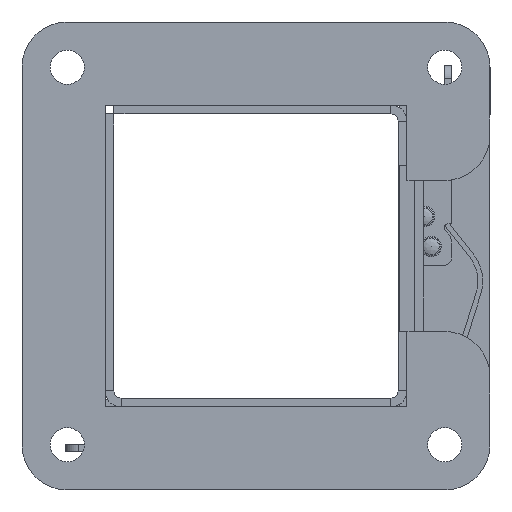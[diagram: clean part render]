
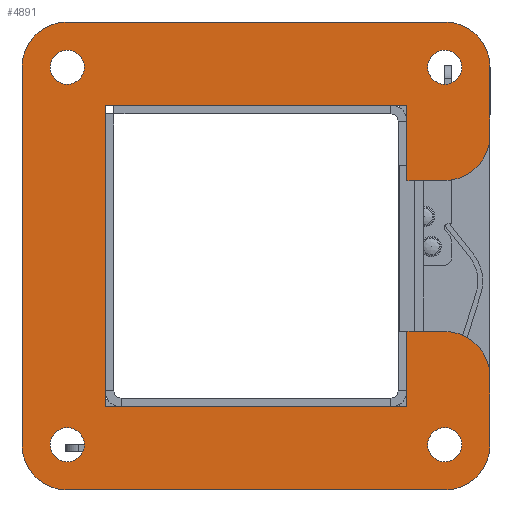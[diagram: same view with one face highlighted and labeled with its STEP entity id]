
A CAD part, front view. The second image highlights one B-rep face of the part: STEP entity #4891.
In plain terms, the highlighted face is planar.
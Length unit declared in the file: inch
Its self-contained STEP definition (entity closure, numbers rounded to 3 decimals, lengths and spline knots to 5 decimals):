
#150=LINE('',#7140,#634);
#154=LINE('',#7148,#638);
#157=LINE('',#7154,#641);
#161=LINE('',#7166,#645);
#165=LINE('',#7178,#649);
#169=LINE('',#7190,#653);
#173=LINE('',#7202,#657);
#177=LINE('',#7214,#661);
#181=LINE('',#7226,#665);
#184=LINE('',#7232,#668);
#187=LINE('',#7238,#671);
#190=LINE('',#7243,#674);
#634=VECTOR('',#5678,2.5);
#638=VECTOR('',#5684,0.625);
#641=VECTOR('',#5689,0.3125);
#645=VECTOR('',#5701,0.5625);
#649=VECTOR('',#5713,3.125);
#653=VECTOR('',#5725,3.125);
#657=VECTOR('',#5737,3.125);
#661=VECTOR('',#5749,0.5625);
#665=VECTOR('',#5761,0.3125);
#668=VECTOR('',#5766,0.625);
#671=VECTOR('',#5771,2.5);
#674=VECTOR('',#5776,2.5);
#1130=PLANE('',#5202);
#1307=FACE_BOUND('',#1680,.T.);
#1308=FACE_BOUND('',#1681,.T.);
#1309=FACE_BOUND('',#1682,.T.);
#1310=FACE_BOUND('',#1683,.T.);
#1398=FACE_OUTER_BOUND('',#1679,.T.);
#1679=EDGE_LOOP('',(#3373,#3374,#3375,#3376,#3377,#3378,#3379,#3380,#3381,
#3382,#3383,#3384,#3385,#3386,#3387,#3388,#3389,#3390));
#1680=EDGE_LOOP('',(#3391));
#1681=EDGE_LOOP('',(#3392));
#1682=EDGE_LOOP('',(#3393));
#1683=EDGE_LOOP('',(#3394));
#2003=CIRCLE('',#5161,0.14063);
#2005=CIRCLE('',#5164,0.14063);
#2007=CIRCLE('',#5167,0.14063);
#2009=CIRCLE('',#5170,0.14063);
#2011=CIRCLE('',#5176,0.375);
#2013=CIRCLE('',#5180,0.375);
#2015=CIRCLE('',#5184,0.375);
#2017=CIRCLE('',#5188,0.375);
#2019=CIRCLE('',#5192,0.375);
#2021=CIRCLE('',#5196,0.375);
#2181=VERTEX_POINT('',#7118);
#2183=VERTEX_POINT('',#7123);
#2185=VERTEX_POINT('',#7128);
#2187=VERTEX_POINT('',#7133);
#2189=VERTEX_POINT('',#7138);
#2190=VERTEX_POINT('',#7139);
#2193=VERTEX_POINT('',#7147);
#2195=VERTEX_POINT('',#7153);
#2197=VERTEX_POINT('',#7159);
#2199=VERTEX_POINT('',#7165);
#2201=VERTEX_POINT('',#7171);
#2203=VERTEX_POINT('',#7177);
#2205=VERTEX_POINT('',#7183);
#2207=VERTEX_POINT('',#7189);
#2209=VERTEX_POINT('',#7195);
#2211=VERTEX_POINT('',#7201);
#2213=VERTEX_POINT('',#7207);
#2215=VERTEX_POINT('',#7213);
#2217=VERTEX_POINT('',#7219);
#2219=VERTEX_POINT('',#7225);
#2221=VERTEX_POINT('',#7231);
#2223=VERTEX_POINT('',#7237);
#2627=EDGE_CURVE('',#2181,#2181,#2003,.T.);
#2629=EDGE_CURVE('',#2183,#2183,#2005,.T.);
#2631=EDGE_CURVE('',#2185,#2185,#2007,.T.);
#2633=EDGE_CURVE('',#2187,#2187,#2009,.T.);
#2635=EDGE_CURVE('',#2189,#2190,#150,.T.);
#2639=EDGE_CURVE('',#2190,#2193,#154,.T.);
#2642=EDGE_CURVE('',#2193,#2195,#157,.T.);
#2645=EDGE_CURVE('',#2195,#2197,#2011,.T.);
#2648=EDGE_CURVE('',#2197,#2199,#161,.T.);
#2651=EDGE_CURVE('',#2199,#2201,#2013,.T.);
#2654=EDGE_CURVE('',#2201,#2203,#165,.T.);
#2657=EDGE_CURVE('',#2203,#2205,#2015,.T.);
#2660=EDGE_CURVE('',#2205,#2207,#169,.T.);
#2663=EDGE_CURVE('',#2207,#2209,#2017,.T.);
#2666=EDGE_CURVE('',#2209,#2211,#173,.T.);
#2669=EDGE_CURVE('',#2211,#2213,#2019,.T.);
#2672=EDGE_CURVE('',#2213,#2215,#177,.T.);
#2675=EDGE_CURVE('',#2215,#2217,#2021,.T.);
#2678=EDGE_CURVE('',#2217,#2219,#181,.T.);
#2681=EDGE_CURVE('',#2219,#2221,#184,.T.);
#2684=EDGE_CURVE('',#2221,#2223,#187,.T.);
#2687=EDGE_CURVE('',#2223,#2189,#190,.T.);
#3373=ORIENTED_EDGE('',*,*,#2635,.F.);
#3374=ORIENTED_EDGE('',*,*,#2687,.F.);
#3375=ORIENTED_EDGE('',*,*,#2684,.F.);
#3376=ORIENTED_EDGE('',*,*,#2681,.F.);
#3377=ORIENTED_EDGE('',*,*,#2678,.F.);
#3378=ORIENTED_EDGE('',*,*,#2675,.F.);
#3379=ORIENTED_EDGE('',*,*,#2672,.F.);
#3380=ORIENTED_EDGE('',*,*,#2669,.F.);
#3381=ORIENTED_EDGE('',*,*,#2666,.F.);
#3382=ORIENTED_EDGE('',*,*,#2663,.F.);
#3383=ORIENTED_EDGE('',*,*,#2660,.F.);
#3384=ORIENTED_EDGE('',*,*,#2657,.F.);
#3385=ORIENTED_EDGE('',*,*,#2654,.F.);
#3386=ORIENTED_EDGE('',*,*,#2651,.F.);
#3387=ORIENTED_EDGE('',*,*,#2648,.F.);
#3388=ORIENTED_EDGE('',*,*,#2645,.F.);
#3389=ORIENTED_EDGE('',*,*,#2642,.F.);
#3390=ORIENTED_EDGE('',*,*,#2639,.F.);
#3391=ORIENTED_EDGE('',*,*,#2627,.T.);
#3392=ORIENTED_EDGE('',*,*,#2629,.T.);
#3393=ORIENTED_EDGE('',*,*,#2631,.T.);
#3394=ORIENTED_EDGE('',*,*,#2633,.T.);
#4891=ADVANCED_FACE('',(#1398,#1307,#1308,#1309,#1310),#1130,.T.);
#5161=AXIS2_PLACEMENT_3D('',#7119,#5654,#5655);
#5164=AXIS2_PLACEMENT_3D('',#7124,#5660,#5661);
#5167=AXIS2_PLACEMENT_3D('',#7129,#5666,#5667);
#5170=AXIS2_PLACEMENT_3D('',#7134,#5672,#5673);
#5176=AXIS2_PLACEMENT_3D('',#7160,#5694,#5695);
#5180=AXIS2_PLACEMENT_3D('',#7172,#5706,#5707);
#5184=AXIS2_PLACEMENT_3D('',#7184,#5718,#5719);
#5188=AXIS2_PLACEMENT_3D('',#7196,#5730,#5731);
#5192=AXIS2_PLACEMENT_3D('',#7208,#5742,#5743);
#5196=AXIS2_PLACEMENT_3D('',#7220,#5754,#5755);
#5202=AXIS2_PLACEMENT_3D('',#7245,#5778,#5779);
#5654=DIRECTION('center_axis',(0.,0.,-1.));
#5655=DIRECTION('ref_axis',(-1.,0.,0.));
#5660=DIRECTION('center_axis',(0.,0.,-1.));
#5661=DIRECTION('ref_axis',(-1.,0.,0.));
#5666=DIRECTION('center_axis',(0.,0.,-1.));
#5667=DIRECTION('ref_axis',(-1.,0.,0.));
#5672=DIRECTION('center_axis',(0.,0.,-1.));
#5673=DIRECTION('ref_axis',(-1.,0.,0.));
#5678=DIRECTION('',(0.,1.,0.));
#5684=DIRECTION('',(-1.,0.,0.));
#5689=DIRECTION('',(0.,1.,0.));
#5694=DIRECTION('center_axis',(0.,0.,-1.));
#5695=DIRECTION('ref_axis',(0.,-1.,0.));
#5701=DIRECTION('',(1.,0.,0.));
#5706=DIRECTION('center_axis',(0.,0.,-1.));
#5707=DIRECTION('ref_axis',(-1.,0.,0.));
#5713=DIRECTION('',(0.,-1.,0.));
#5718=DIRECTION('center_axis',(0.,0.,-1.));
#5719=DIRECTION('ref_axis',(0.,1.,0.));
#5725=DIRECTION('',(-1.,0.,0.));
#5730=DIRECTION('center_axis',(0.,0.,-1.));
#5731=DIRECTION('ref_axis',(1.,0.,0.));
#5737=DIRECTION('',(0.,1.,0.));
#5742=DIRECTION('center_axis',(0.,0.,-1.));
#5743=DIRECTION('ref_axis',(0.,-1.,0.));
#5749=DIRECTION('',(1.,0.,0.));
#5754=DIRECTION('center_axis',(0.,0.,-1.));
#5755=DIRECTION('ref_axis',(-1.,0.,0.));
#5761=DIRECTION('',(0.,-1.,0.));
#5766=DIRECTION('',(-1.,0.,0.));
#5771=DIRECTION('',(0.,-1.,0.));
#5776=DIRECTION('',(1.,0.,0.));
#5778=DIRECTION('center_axis',(0.,0.,1.));
#5779=DIRECTION('ref_axis',(1.,0.,0.));
#7118=CARTESIAN_POINT('',(-1.42188,1.5625,0.125));
#7119=CARTESIAN_POINT('Origin',(-1.5625,1.5625,0.125));
#7123=CARTESIAN_POINT('',(-1.42188,-1.5625,0.125));
#7124=CARTESIAN_POINT('Origin',(-1.5625,-1.5625,0.125));
#7128=CARTESIAN_POINT('',(1.70313,-1.5625,0.125));
#7129=CARTESIAN_POINT('Origin',(1.5625,-1.5625,0.125));
#7133=CARTESIAN_POINT('',(1.70313,1.5625,0.125));
#7134=CARTESIAN_POINT('Origin',(1.5625,1.5625,0.125));
#7138=CARTESIAN_POINT('',(1.25,-1.25,0.125));
#7139=CARTESIAN_POINT('',(1.25,1.25,0.125));
#7140=CARTESIAN_POINT('',(1.25,-1.25,0.125));
#7147=CARTESIAN_POINT('',(0.625,1.25,0.125));
#7148=CARTESIAN_POINT('',(1.25,1.25,0.125));
#7153=CARTESIAN_POINT('',(0.625,1.5625,0.125));
#7154=CARTESIAN_POINT('',(0.625,1.25,0.125));
#7159=CARTESIAN_POINT('',(1.,1.9375,0.125));
#7160=CARTESIAN_POINT('Origin',(1.,1.5625,0.125));
#7165=CARTESIAN_POINT('',(1.5625,1.9375,0.125));
#7166=CARTESIAN_POINT('',(1.,1.9375,0.125));
#7171=CARTESIAN_POINT('',(1.9375,1.5625,0.125));
#7172=CARTESIAN_POINT('Origin',(1.5625,1.5625,0.125));
#7177=CARTESIAN_POINT('',(1.9375,-1.5625,0.125));
#7178=CARTESIAN_POINT('',(1.9375,1.5625,0.125));
#7183=CARTESIAN_POINT('',(1.5625,-1.9375,0.125));
#7184=CARTESIAN_POINT('Origin',(1.5625,-1.5625,0.125));
#7189=CARTESIAN_POINT('',(-1.5625,-1.9375,0.125));
#7190=CARTESIAN_POINT('',(1.5625,-1.9375,0.125));
#7195=CARTESIAN_POINT('',(-1.9375,-1.5625,0.125));
#7196=CARTESIAN_POINT('Origin',(-1.5625,-1.5625,0.125));
#7201=CARTESIAN_POINT('',(-1.9375,1.5625,0.125));
#7202=CARTESIAN_POINT('',(-1.9375,-1.5625,0.125));
#7207=CARTESIAN_POINT('',(-1.5625,1.9375,0.125));
#7208=CARTESIAN_POINT('Origin',(-1.5625,1.5625,0.125));
#7213=CARTESIAN_POINT('',(-1.,1.9375,0.125));
#7214=CARTESIAN_POINT('',(-1.5625,1.9375,0.125));
#7219=CARTESIAN_POINT('',(-0.625,1.5625,0.125));
#7220=CARTESIAN_POINT('Origin',(-1.,1.5625,0.125));
#7225=CARTESIAN_POINT('',(-0.625,1.25,0.125));
#7226=CARTESIAN_POINT('',(-0.625,1.5625,0.125));
#7231=CARTESIAN_POINT('',(-1.25,1.25,0.125));
#7232=CARTESIAN_POINT('',(-0.625,1.25,0.125));
#7237=CARTESIAN_POINT('',(-1.25,-1.25,0.125));
#7238=CARTESIAN_POINT('',(-1.25,1.25,0.125));
#7243=CARTESIAN_POINT('',(-1.25,-1.25,0.125));
#7245=CARTESIAN_POINT('Origin',(0.,-0.10434,
0.125));
